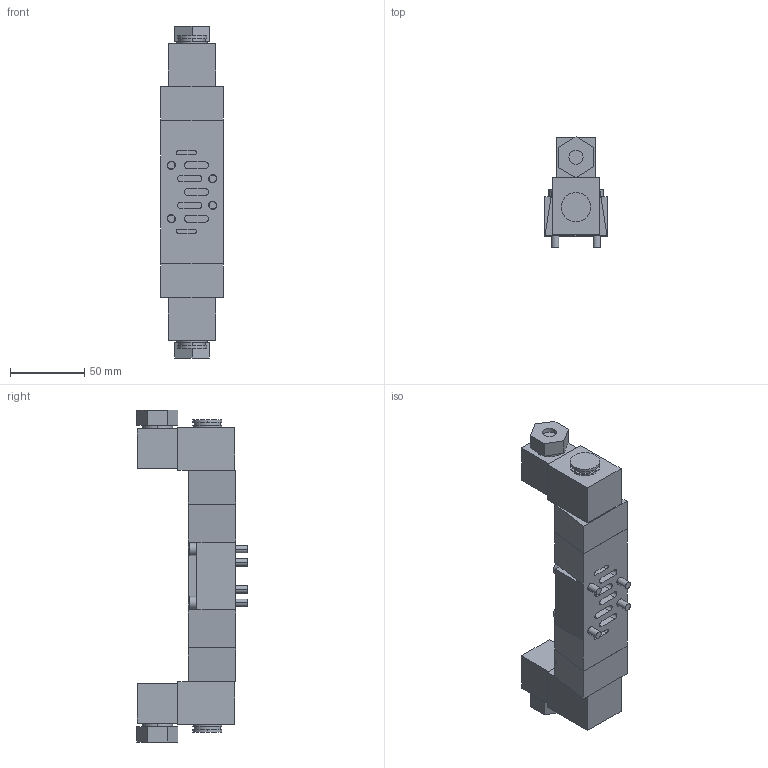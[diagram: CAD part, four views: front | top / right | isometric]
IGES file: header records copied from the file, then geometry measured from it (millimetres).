
Start section:  PTC IGES file: ilcp7102101.igs
Global section: file name: ilcp7102101.igs; native system: Pro/ENGINEER by Parametric Technology Corporation; preprocessor: 2005180; author: KR; organization: Unknown; date: 061128.073311; units: inch
Bounding box: 41.91 x 74.65 x 224.03 mm (x, y, z)
Surface area: 52531.1 mm2 (no closed solid volume)
Topology: 0 solids, 0 shells, 247 faces, 1140 edges, 1140 vertices
Faces by surface type: bspline 167, revolution 80
